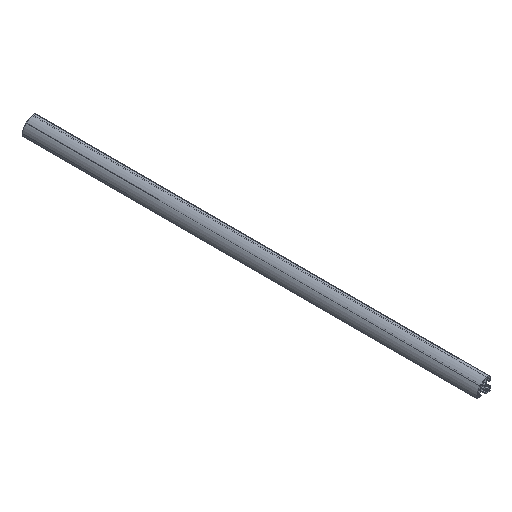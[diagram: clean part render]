
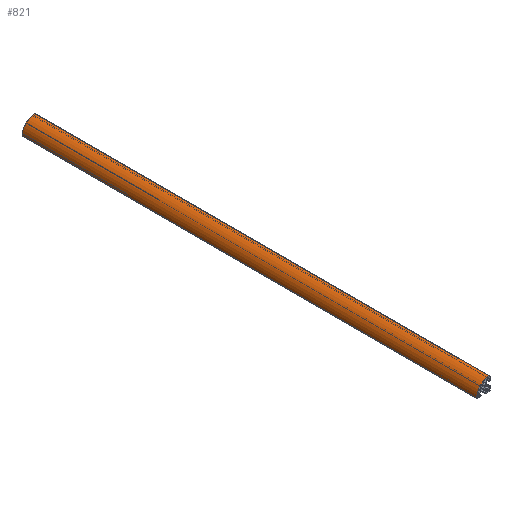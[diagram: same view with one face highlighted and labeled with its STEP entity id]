
A CAD part, isometric view. The second image highlights one B-rep face of the part: STEP entity #821.
In plain terms, the highlighted cylindrical face has radius 30 mm (diameter 60 mm), a partial arc.
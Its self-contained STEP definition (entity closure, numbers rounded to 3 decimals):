
#473=CARTESIAN_POINT('',(-29.923,1000.0,2.143));
#474=VERTEX_POINT('',#473);
#482=CARTESIAN_POINT('',(-2.143,1000.0,29.923));
#483=VERTEX_POINT('',#482);
#484=CARTESIAN_POINT('',(0.0,1000.0,0.0));
#485=DIRECTION('',(0.0,1.0,0.0));
#486=DIRECTION('',(-1.0,0.0,0.0));
#487=AXIS2_PLACEMENT_3D('',#484,#485,#486);
#488=CIRCLE('',#487,30.0);
#489=EDGE_CURVE('',#474,#483,#488,.T.);
#772=CARTESIAN_POINT('',(-29.923,0.0,2.143));
#773=VERTEX_POINT('',#772);
#781=CARTESIAN_POINT('',(-29.923,0.0,2.143));
#782=DIRECTION('',(0.0,1.0,0.0));
#783=VECTOR('',#782,1000.0);
#784=LINE('',#781,#783);
#785=EDGE_CURVE('',#773,#474,#784,.T.);
#797=CARTESIAN_POINT('',(0.0,0.0,0.0));
#798=DIRECTION('',(0.0,1.0,0.0));
#799=DIRECTION('',(-1.0,0.0,0.0));
#800=AXIS2_PLACEMENT_3D('',#797,#798,#799);
#801=CYLINDRICAL_SURFACE('',#800,30.0);
#802=ORIENTED_EDGE('',*,*,#785,.F.);
#803=CARTESIAN_POINT('',(-2.143,0.0,29.923));
#804=VERTEX_POINT('',#803);
#805=CARTESIAN_POINT('',(0.0,0.0,0.0));
#806=DIRECTION('',(0.0,1.0,0.0));
#807=DIRECTION('',(-1.0,0.0,0.0));
#808=AXIS2_PLACEMENT_3D('',#805,#806,#807);
#809=CIRCLE('',#808,30.0);
#810=EDGE_CURVE('',#773,#804,#809,.T.);
#811=ORIENTED_EDGE('',*,*,#810,.T.);
#812=CARTESIAN_POINT('',(-2.143,1000.0,29.923));
#813=DIRECTION('',(0.0,-1.0,0.0));
#814=VECTOR('',#813,1000.0);
#815=LINE('',#812,#814);
#816=EDGE_CURVE('',#483,#804,#815,.T.);
#817=ORIENTED_EDGE('',*,*,#816,.F.);
#818=ORIENTED_EDGE('',*,*,#489,.F.);
#819=EDGE_LOOP('',(#802,#811,#817,#818));
#820=FACE_OUTER_BOUND('',#819,.T.);
#821=ADVANCED_FACE('',(#820),#801,.T.);
